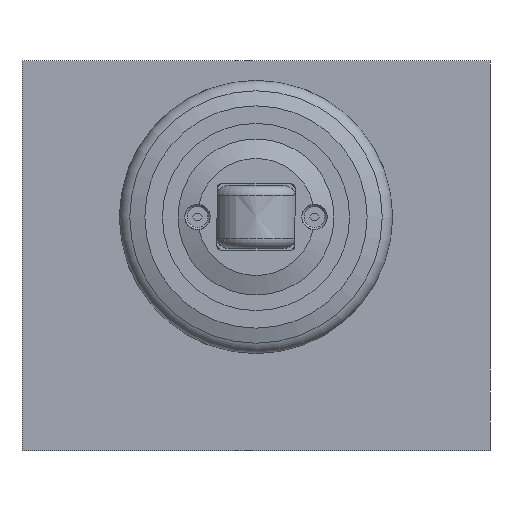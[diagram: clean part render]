
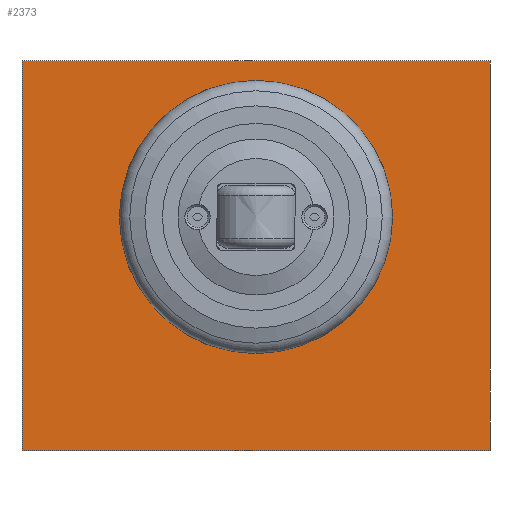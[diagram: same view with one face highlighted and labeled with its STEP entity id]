
A CAD part, front view. The second image highlights one B-rep face of the part: STEP entity #2373.
In plain terms, the highlighted planar face has unit normal (0, -1, 0).
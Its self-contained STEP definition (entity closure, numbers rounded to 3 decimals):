
#61=FACE_BOUND('',#401,.T.);
#134=PLANE('',#2635);
#262=FACE_OUTER_BOUND('',#400,.T.);
#400=EDGE_LOOP('',(#2113,#2114,#2115,#2116));
#401=EDGE_LOOP('',(#2117));
#585=LINE('',#4292,#766);
#586=LINE('',#4294,#767);
#587=LINE('',#4296,#768);
#588=LINE('',#4297,#769);
#766=VECTOR('',#3282,10.);
#767=VECTOR('',#3283,10.);
#768=VECTOR('',#3284,10.);
#769=VECTOR('',#3285,10.);
#911=CIRCLE('',#2619,23.5);
#1112=VERTEX_POINT('',#4209);
#1139=VERTEX_POINT('',#4290);
#1140=VERTEX_POINT('',#4291);
#1141=VERTEX_POINT('',#4293);
#1142=VERTEX_POINT('',#4295);
#1437=EDGE_CURVE('',#1112,#1112,#911,.T.);
#1476=EDGE_CURVE('',#1139,#1140,#585,.T.);
#1477=EDGE_CURVE('',#1141,#1140,#586,.T.);
#1478=EDGE_CURVE('',#1142,#1141,#587,.T.);
#1479=EDGE_CURVE('',#1142,#1139,#588,.T.);
#2113=ORIENTED_EDGE('',*,*,#1476,.T.);
#2114=ORIENTED_EDGE('',*,*,#1477,.F.);
#2115=ORIENTED_EDGE('',*,*,#1478,.F.);
#2116=ORIENTED_EDGE('',*,*,#1479,.T.);
#2117=ORIENTED_EDGE('',*,*,#1437,.T.);
#2373=ADVANCED_FACE('',(#262,#61),#134,.T.);
#2619=AXIS2_PLACEMENT_3D('',#4211,#3212,#3213);
#2635=AXIS2_PLACEMENT_3D('',#4289,#3280,#3281);
#3212=DIRECTION('center_axis',(0.,1.,0.));
#3213=DIRECTION('ref_axis',(-1.,0.,0.));
#3280=DIRECTION('center_axis',(0.,-1.,0.));
#3281=DIRECTION('ref_axis',(0.,0.,-1.));
#3282=DIRECTION('',(0.,0.,1.));
#3283=DIRECTION('',(1.,0.,0.));
#3284=DIRECTION('',(0.,0.,1.));
#3285=DIRECTION('',(1.,0.,0.));
#4209=CARTESIAN_POINT('',(83.5,0.,60.));
#4211=CARTESIAN_POINT('Origin',(60.,0.,60.));
#4289=CARTESIAN_POINT('Origin',(0.,0.,0.));
#4290=CARTESIAN_POINT('',(120.,0.,0.));
#4291=CARTESIAN_POINT('',(120.,0.,100.));
#4292=CARTESIAN_POINT('',(120.,0.,0.));
#4293=CARTESIAN_POINT('',(0.,0.,100.));
#4294=CARTESIAN_POINT('',(0.,0.,100.));
#4295=CARTESIAN_POINT('',(0.,0.,0.));
#4296=CARTESIAN_POINT('',(0.,0.,0.));
#4297=CARTESIAN_POINT('',(0.,0.,0.));
